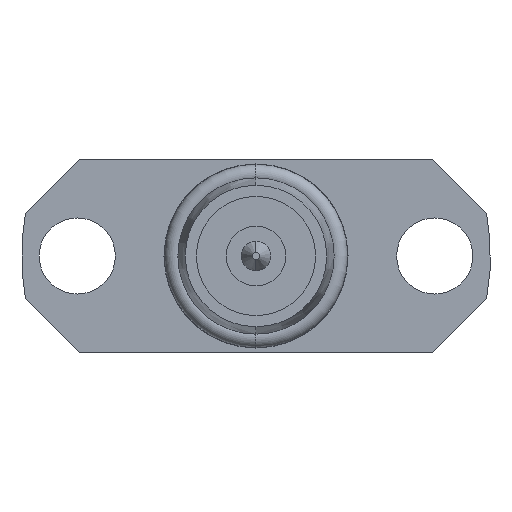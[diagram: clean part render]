
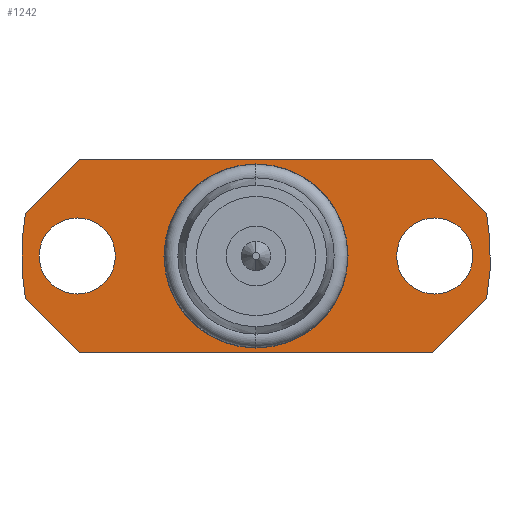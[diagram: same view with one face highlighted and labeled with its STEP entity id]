
A CAD part, left-side view. The second image highlights one B-rep face of the part: STEP entity #1242.
In plain terms, the highlighted planar face has unit normal (-1, 0, 0).
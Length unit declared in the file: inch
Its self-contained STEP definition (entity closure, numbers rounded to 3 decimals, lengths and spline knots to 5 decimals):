
#6 = CIRCLE ( 'NONE', #838, 0.10344 ) ;
#26 = CARTESIAN_POINT ( 'NONE',  ( 0.3248, 0.24016, -0.05118 ) ) ;
#28 = LINE ( 'NONE', #1446, #1726 ) ;
#32 = CIRCLE ( 'NONE', #235, 0.10344 ) ;
#48 = CARTESIAN_POINT ( 'NONE',  ( 0.3248, 0.23692, 0.12992 ) ) ;
#53 = CARTESIAN_POINT ( 'NONE',  ( 0.3248, -0.23692, -0.12992 ) ) ;
#78 = CARTESIAN_POINT ( 'NONE',  ( 0.3248, -0.24016, 0. ) ) ;
#86 = EDGE_LOOP ( 'NONE', ( #1385, #1153 ) ) ;
#89 = EDGE_LOOP ( 'NONE', ( #1307, #1122 ) ) ;
#96 = DIRECTION ( 'NONE',  ( 0., 0., 1. ) ) ;
#112 = CARTESIAN_POINT ( 'NONE',  ( 0.3248, 0., 0. ) ) ;
#117 = AXIS2_PLACEMENT_3D ( 'NONE', #1505, #1482, #96 ) ;
#131 = VERTEX_POINT ( 'NONE', #1133 ) ;
#146 = DIRECTION ( 'NONE',  ( 0., 0., -1. ) ) ;
#158 = EDGE_LOOP ( 'NONE', ( #475, #904 ) ) ;
#160 = CARTESIAN_POINT ( 'NONE',  ( 0.3248, 0., 0. ) ) ;
#164 = EDGE_CURVE ( 'NONE', #426, #1229, #1046, .T. ) ;
#166 = CARTESIAN_POINT ( 'NONE',  ( 0.3248, -0.1317, -0.23514 ) ) ;
#168 = VECTOR ( 'NONE', #1348, 39.37008 ) ;
#176 = LINE ( 'NONE', #166, #1096 ) ;
#179 = CARTESIAN_POINT ( 'NONE',  ( 0.3248, 0.23692, -0.12992 ) ) ;
#183 = DIRECTION ( 'NONE',  ( -1., 0., 0. ) ) ;
#216 = FACE_BOUND ( 'NONE', #86, .T. ) ;
#235 = AXIS2_PLACEMENT_3D ( 'NONE', #112, #417, #1503 ) ;
#245 = EDGE_CURVE ( 'NONE', #731, #521, #846, .T. ) ;
#281 = CARTESIAN_POINT ( 'NONE',  ( 0.3248, 0.24016, 0. ) ) ;
#302 = DIRECTION ( 'NONE',  ( 0., 0., -1. ) ) ;
#320 = ORIENTED_EDGE ( 'NONE', *, *, #1239, .F. ) ;
#335 = CIRCLE ( 'NONE', #1706, 0.31496 ) ;
#354 = EDGE_CURVE ( 'NONE', #1795, #372, #176, .T. ) ;
#365 = VECTOR ( 'NONE', #1664, 39.37008 ) ;
#372 = VERTEX_POINT ( 'NONE', #972 ) ;
#377 = ORIENTED_EDGE ( 'NONE', *, *, #558, .T. ) ;
#403 = EDGE_CURVE ( 'NONE', #936, #1539, #28, .T. ) ;
#417 = DIRECTION ( 'NONE',  ( 1., 0., 0. ) ) ;
#426 = VERTEX_POINT ( 'NONE', #504 ) ;
#475 = ORIENTED_EDGE ( 'NONE', *, *, #1602, .F. ) ;
#479 = CARTESIAN_POINT ( 'NONE',  ( 0.3248, -0.23692, 0.12992 ) ) ;
#493 = ORIENTED_EDGE ( 'NONE', *, *, #403, .T. ) ;
#504 = CARTESIAN_POINT ( 'NONE',  ( 0.3248, -0.24016, 0.05118 ) ) ;
#521 = VERTEX_POINT ( 'NONE', #560 ) ;
#534 = AXIS2_PLACEMENT_3D ( 'NONE', #78, #1637, #1157 ) ;
#539 = VERTEX_POINT ( 'NONE', #1960 ) ;
#549 = EDGE_CURVE ( 'NONE', #1387, #643, #32, .T. ) ;
#550 = CARTESIAN_POINT ( 'NONE',  ( 0.3248, 0., 0. ) ) ;
#558 = EDGE_CURVE ( 'NONE', #1539, #1050, #1072, .T. ) ;
#560 = CARTESIAN_POINT ( 'NONE',  ( 0.3248, 0.24016, 0.05118 ) ) ;
#599 = CARTESIAN_POINT ( 'NONE',  ( 0.3248, 0., -0.10344 ) ) ;
#636 = FACE_BOUND ( 'NONE', #158, .T. ) ;
#643 = VERTEX_POINT ( 'NONE', #1391 ) ;
#664 = DIRECTION ( 'NONE',  ( 0., 0.707, 0.707 ) ) ;
#666 = ORIENTED_EDGE ( 'NONE', *, *, #885, .T. ) ;
#679 = DIRECTION ( 'NONE',  ( 0., 1., 0. ) ) ;
#686 = EDGE_LOOP ( 'NONE', ( #320, #856, #493, #377, #1610, #666, #927, #1201 ) ) ;
#709 = DIRECTION ( 'NONE',  ( 1., 0., 0. ) ) ;
#726 = CIRCLE ( 'NONE', #1736, 0.05118 ) ;
#731 = VERTEX_POINT ( 'NONE', #26 ) ;
#759 = EDGE_CURVE ( 'NONE', #1229, #426, #1698, .T. ) ;
#798 = FACE_BOUND ( 'NONE', #89, .T. ) ;
#802 = VECTOR ( 'NONE', #1652, 39.37008 ) ;
#838 = AXIS2_PLACEMENT_3D ( 'NONE', #898, #1063, #146 ) ;
#846 = CIRCLE ( 'NONE', #982, 0.05118 ) ;
#856 = ORIENTED_EDGE ( 'NONE', *, *, #1092, .T. ) ;
#861 = DIRECTION ( 'NONE',  ( 0., 0., -1. ) ) ;
#864 = CARTESIAN_POINT ( 'NONE',  ( 0.3248, -0.24016, -0.05118 ) ) ;
#885 = EDGE_CURVE ( 'NONE', #539, #1467, #1381, .T. ) ;
#898 = CARTESIAN_POINT ( 'NONE',  ( 0.3248, 0., 0. ) ) ;
#904 = ORIENTED_EDGE ( 'NONE', *, *, #245, .F. ) ;
#915 = AXIS2_PLACEMENT_3D ( 'NONE', #160, #1083, #302 ) ;
#927 = ORIENTED_EDGE ( 'NONE', *, *, #1704, .T. ) ;
#936 = VERTEX_POINT ( 'NONE', #479 ) ;
#972 = CARTESIAN_POINT ( 'NONE',  ( 0.3248, -0.30974, -0.05709 ) ) ;
#982 = AXIS2_PLACEMENT_3D ( 'NONE', #281, #1662, #1032 ) ;
#1016 = PLANE ( 'NONE',  #117 ) ;
#1032 = DIRECTION ( 'NONE',  ( 0., 0., 1. ) ) ;
#1045 = CARTESIAN_POINT ( 'NONE',  ( 0.3248, 0.23514, -0.1317 ) ) ;
#1046 = CIRCLE ( 'NONE', #534, 0.05118 ) ;
#1050 = VERTEX_POINT ( 'NONE', #1271 ) ;
#1063 = DIRECTION ( 'NONE',  ( 1., 0., 0. ) ) ;
#1072 = LINE ( 'NONE', #1802, #365 ) ;
#1083 = DIRECTION ( 'NONE',  ( 1., 0., 0. ) ) ;
#1092 = EDGE_CURVE ( 'NONE', #131, #936, #1579, .T. ) ;
#1096 = VECTOR ( 'NONE', #1916, 39.37008 ) ;
#1122 = ORIENTED_EDGE ( 'NONE', *, *, #759, .F. ) ;
#1133 = CARTESIAN_POINT ( 'NONE',  ( 0.3248, -0.30974, 0.05709 ) ) ;
#1153 = ORIENTED_EDGE ( 'NONE', *, *, #1314, .T. ) ;
#1157 = DIRECTION ( 'NONE',  ( 0., 0., 1. ) ) ;
#1201 = ORIENTED_EDGE ( 'NONE', *, *, #354, .T. ) ;
#1229 = VERTEX_POINT ( 'NONE', #864 ) ;
#1239 = EDGE_CURVE ( 'NONE', #131, #372, #335, .T. ) ;
#1242 = ADVANCED_FACE ( 'NONE', ( #636, #798, #216, #1908 ), #1016, .T. ) ;
#1259 = LINE ( 'NONE', #1972, #168 ) ;
#1265 = DIRECTION ( 'NONE',  ( 0., 0., 1. ) ) ;
#1271 = CARTESIAN_POINT ( 'NONE',  ( 0.3248, 0.30974, 0.05709 ) ) ;
#1307 = ORIENTED_EDGE ( 'NONE', *, *, #164, .F. ) ;
#1314 = EDGE_CURVE ( 'NONE', #643, #1387, #6, .T. ) ;
#1348 = DIRECTION ( 'NONE',  ( 0., -1., 0. ) ) ;
#1353 = CIRCLE ( 'NONE', #915, 0.31496 ) ;
#1357 = DIRECTION ( 'NONE',  ( -1., 0., 0. ) ) ;
#1381 = LINE ( 'NONE', #1045, #802 ) ;
#1385 = ORIENTED_EDGE ( 'NONE', *, *, #549, .T. ) ;
#1387 = VERTEX_POINT ( 'NONE', #599 ) ;
#1391 = CARTESIAN_POINT ( 'NONE',  ( 0.3248, 0., 0.10344 ) ) ;
#1399 = EDGE_CURVE ( 'NONE', #539, #1050, #1353, .T. ) ;
#1446 = CARTESIAN_POINT ( 'NONE',  ( 0.3248, -0.41288, 0.12992 ) ) ;
#1467 = VERTEX_POINT ( 'NONE', #179 ) ;
#1482 = DIRECTION ( 'NONE',  ( -1., 0., 0. ) ) ;
#1503 = DIRECTION ( 'NONE',  ( 0., 0., -1. ) ) ;
#1505 = CARTESIAN_POINT ( 'NONE',  ( 0.3248, 0.10344, 0. ) ) ;
#1539 = VERTEX_POINT ( 'NONE', #48 ) ;
#1579 = LINE ( 'NONE', #1748, #1862 ) ;
#1602 = EDGE_CURVE ( 'NONE', #521, #731, #726, .T. ) ;
#1610 = ORIENTED_EDGE ( 'NONE', *, *, #1399, .F. ) ;
#1637 = DIRECTION ( 'NONE',  ( -1., 0., 0. ) ) ;
#1652 = DIRECTION ( 'NONE',  ( 0., -0.707, -0.707 ) ) ;
#1662 = DIRECTION ( 'NONE',  ( -1., 0., 0. ) ) ;
#1664 = DIRECTION ( 'NONE',  ( 0., 0.707, -0.707 ) ) ;
#1665 = CARTESIAN_POINT ( 'NONE',  ( 0.3248, 0.24016, 0. ) ) ;
#1698 = CIRCLE ( 'NONE', #1717, 0.05118 ) ;
#1704 = EDGE_CURVE ( 'NONE', #1467, #1795, #1259, .T. ) ;
#1706 = AXIS2_PLACEMENT_3D ( 'NONE', #550, #709, #861 ) ;
#1717 = AXIS2_PLACEMENT_3D ( 'NONE', #1880, #183, #1265 ) ;
#1726 = VECTOR ( 'NONE', #679, 39.37008 ) ;
#1736 = AXIS2_PLACEMENT_3D ( 'NONE', #1665, #1357, #1812 ) ;
#1748 = CARTESIAN_POINT ( 'NONE',  ( 0.3248, -0.1317, 0.23514 ) ) ;
#1795 = VERTEX_POINT ( 'NONE', #53 ) ;
#1802 = CARTESIAN_POINT ( 'NONE',  ( 0.3248, 0.23514, 0.1317 ) ) ;
#1812 = DIRECTION ( 'NONE',  ( 0., 0., 1. ) ) ;
#1862 = VECTOR ( 'NONE', #664, 39.37008 ) ;
#1880 = CARTESIAN_POINT ( 'NONE',  ( 0.3248, -0.24016, 0. ) ) ;
#1908 = FACE_OUTER_BOUND ( 'NONE', #686, .T. ) ;
#1916 = DIRECTION ( 'NONE',  ( 0., -0.707, 0.707 ) ) ;
#1960 = CARTESIAN_POINT ( 'NONE',  ( 0.3248, 0.30974, -0.05709 ) ) ;
#1972 = CARTESIAN_POINT ( 'NONE',  ( 0.3248, -0.41288, -0.12992 ) ) ;
